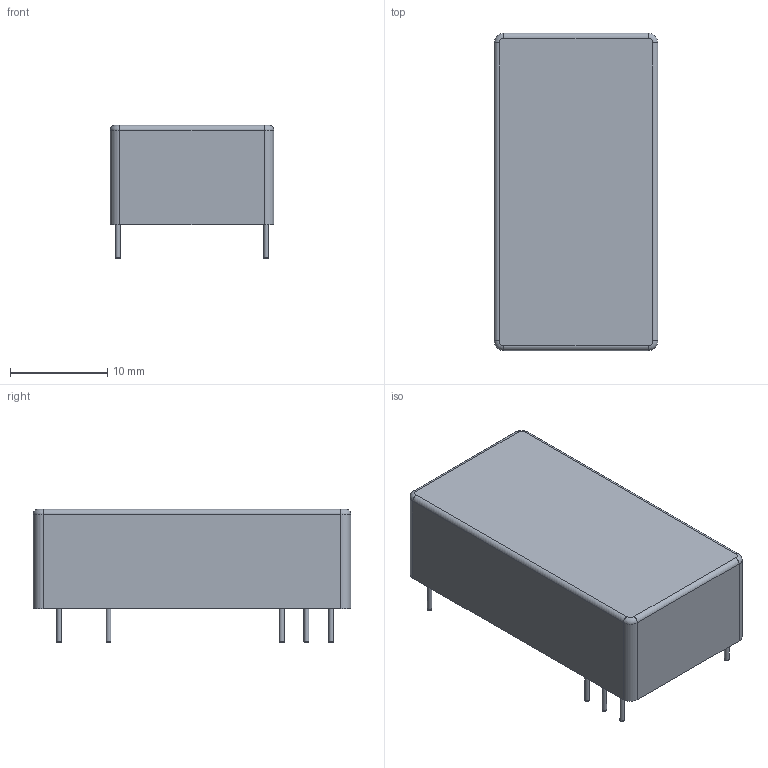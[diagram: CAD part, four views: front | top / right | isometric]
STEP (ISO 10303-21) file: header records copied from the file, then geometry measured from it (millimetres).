
FILE_DESCRIPTION(/* description */ ('model of DCDC-Conv_BOTHHAND_CFUSxxxxEH-Serie'),/* implementation_level */ '2;1');
FILE_NAME(/* name */ 'DCDC-Conv_BOTHHAND_CFUSxxxxEH-Serie.step',/* time_stamp */ '2017-11-05T10:03:27',/* author */ ('kicad StepUp','ksu'),/* organization */ ('FreeCAD'),/* preprocessor_version */ 'OCC',/* originating_system */ 'kicad StepUp',/* authorisation */ '');
FILE_SCHEMA(('AUTOMOTIVE_DESIGN { 1 0 10303 214 1 1 1 1 }'));
Length unit declared in the file: millimetre
Products named in the file (5): ASSEMBLY; DCDC_Conv_BOTHHAND_CFUSxxxxEH_Serie001; Shape0_961586171167; Shape0_919350775613; DCDC_Conv_BOTHHAND_CFUSxxxxEH_Serie
Assembly tree (4 placements, depth 2):
  ASSEMBLY
    DCDC_Conv_BOTHHAND_CFUSxxxxEH_Serie001
    Shape0_961586171167
    Shape0_919350775613
    DCDC_Conv_BOTHHAND_CFUSxxxxEH_Serie
Bounding box: 16.8 x 32.6 x 13.7 mm (x, y, z)
Surface area: 4179.7 mm2
Topology: 12 solids, 12 shells, 78 faces, 137 edges, 83 vertices
Faces by surface type: plane 36, cylinder 25, torus 17
Full cylindrical faces by diameter (mm): 0.5 x9
Entity records: 2169 total; most frequent: DIRECTION 379, CARTESIAN_POINT 303, ORIENTED_EDGE 274, AXIS2_PLACEMENT_3D 159, EDGE_CURVE 137, VERTEX_POINT 83, ADVANCED_FACE 78, FACE_BOUND 78
